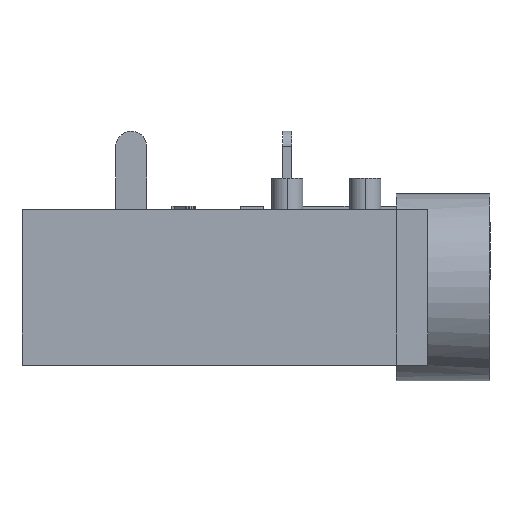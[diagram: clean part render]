
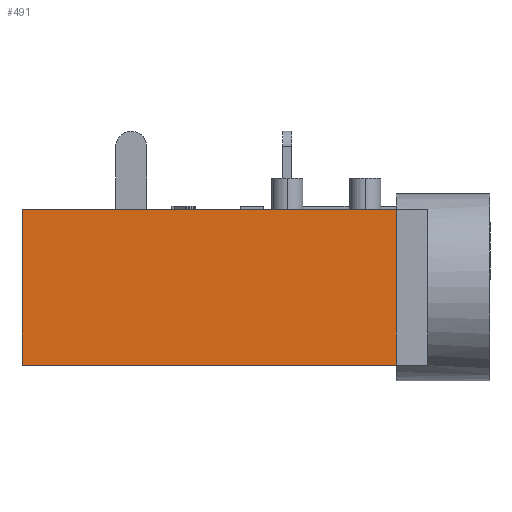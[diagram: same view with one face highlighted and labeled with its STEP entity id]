
A CAD part, left-side view. The second image highlights one B-rep face of the part: STEP entity #491.
In plain terms, the highlighted planar face has unit normal (-1, 0, 0).
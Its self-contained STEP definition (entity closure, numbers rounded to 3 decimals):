
#401 = VERTEX_POINT('',#402);
#402 = CARTESIAN_POINT('',(-6.,-9.,0.));
#410 = EDGE_CURVE('',#411,#401,#413,.T.);
#411 = VERTEX_POINT('',#412);
#412 = CARTESIAN_POINT('',(-6.,3.,0.));
#413 = LINE('',#414,#415);
#414 = CARTESIAN_POINT('',(-6.,-3.5,0.));
#415 = VECTOR('',#416,1.);
#416 = DIRECTION('',(0.,-1.,0.));
#491 = ADVANCED_FACE('',(#492),#517,.T.);
#492 = FACE_BOUND('',#493,.T.);
#493 = EDGE_LOOP('',(#494,#502,#503,#511));
#494 = ORIENTED_EDGE('',*,*,#495,.T.);
#495 = EDGE_CURVE('',#496,#411,#498,.T.);
#496 = VERTEX_POINT('',#497);
#497 = CARTESIAN_POINT('',(-6.,3.,5.));
#498 = LINE('',#499,#500);
#499 = CARTESIAN_POINT('',(-6.,3.,2.5));
#500 = VECTOR('',#501,1.);
#501 = DIRECTION('',(-0.,-0.,-1.));
#502 = ORIENTED_EDGE('',*,*,#410,.T.);
#503 = ORIENTED_EDGE('',*,*,#504,.T.);
#504 = EDGE_CURVE('',#401,#505,#507,.T.);
#505 = VERTEX_POINT('',#506);
#506 = CARTESIAN_POINT('',(-6.,-9.,5.));
#507 = LINE('',#508,#509);
#508 = CARTESIAN_POINT('',(-6.,-9.,2.5));
#509 = VECTOR('',#510,1.);
#510 = DIRECTION('',(0.,0.,1.));
#511 = ORIENTED_EDGE('',*,*,#512,.T.);
#512 = EDGE_CURVE('',#505,#496,#513,.T.);
#513 = LINE('',#514,#515);
#514 = CARTESIAN_POINT('',(-6.,3.24,5.));
#515 = VECTOR('',#516,1.);
#516 = DIRECTION('',(-0.,1.,-0.));
#517 = PLANE('',#518);
#518 = AXIS2_PLACEMENT_3D('',#519,#520,#521);
#519 = CARTESIAN_POINT('',(-6.,3.24,-0.1));
#520 = DIRECTION('',(-1.,0.,0.));
#521 = DIRECTION('',(0.,-1.,0.));
